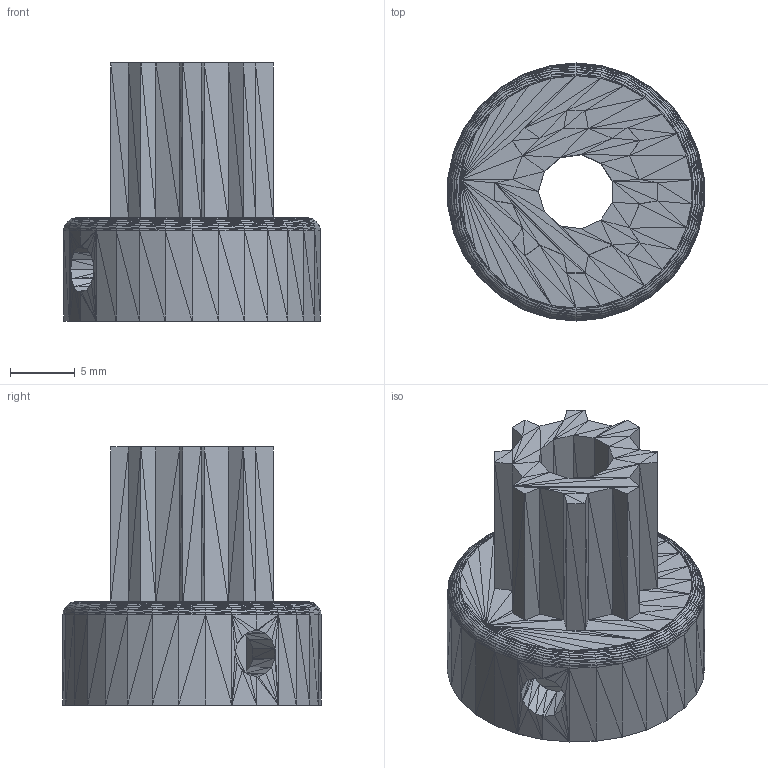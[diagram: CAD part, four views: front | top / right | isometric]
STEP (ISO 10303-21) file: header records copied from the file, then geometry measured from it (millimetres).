
FILE_DESCRIPTION(('FreeCAD Model'),'2;1');
FILE_NAME('pulley.stp','2011-11-21T21:37:41',( 'FreeCAD'),('FreeCAD'),'Open CASCADE STEP processor 6.3','FreeCAD', 'Unknown');
FILE_SCHEMA(('AUTOMOTIVE_DESIGN_CC2 { 1 2 10303 214 -1 1 5 4 }'));
Length unit declared in the file: millimetre
Products named in the file (1): Open CASCADE STEP translator 6.3 9
Bounding box: 19.89 x 20 x 20 mm (x, y, z)
Volume: 2956.8 mm3; surface area: 2129.4 mm2
Topology: 1 solids, 1 shells, 1027 faces, 1541 edges, 510 vertices
Faces by surface type: plane 1027
Entity records: 38533 total; most frequent: CARTESIAN_POINT 7702, DIRECTION 5138, ORIENTED_EDGE 3082, LINE 3082, VECTOR 3082, PCURVE 3082, DEFINITIONAL_REPRESENTATION 3082, EDGE_CURVE 1541
